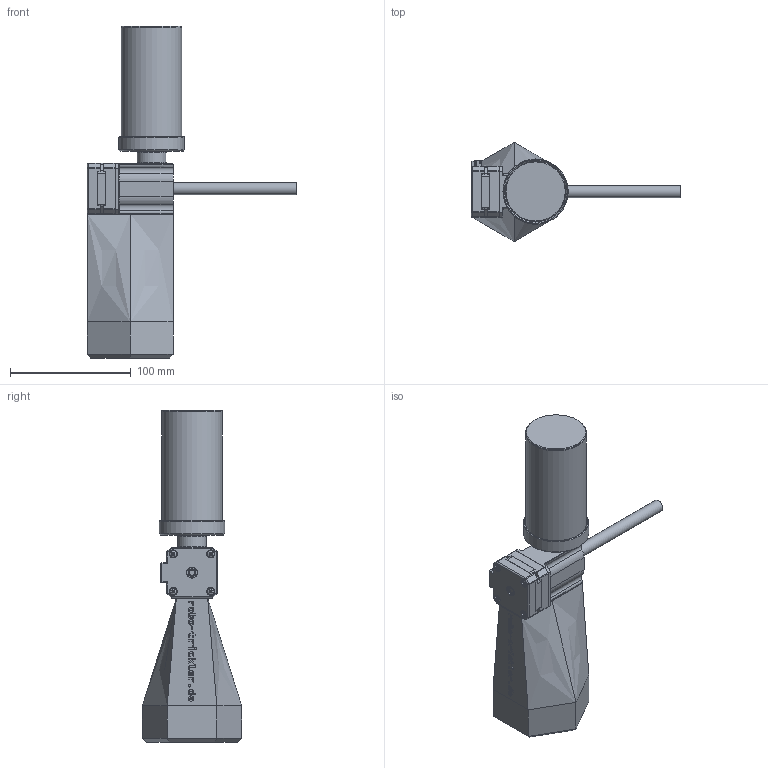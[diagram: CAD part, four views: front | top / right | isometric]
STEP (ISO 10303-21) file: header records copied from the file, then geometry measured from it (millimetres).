
FILE_DESCRIPTION(/* description */ (''),/* implementation_level */ '2;1');
FILE_NAME(/* name */ 'Trickler_051123 v72.step',/* time_stamp */ '2024-02-26T21:26:52+01:00',/* author */ (''),/* organization */ (''),/* preprocessor_version */ 'ST-DEVELOPER v20',/* originating_system */ 'Autodesk Translation Framework v12.20.1.177',/* authorisation */ '');
FILE_SCHEMA (('AUTOMOTIVE_DESIGN { 1 0 10303 214 3 1 1 }'));
Products named in the file (17): Trickler_051123; NEMA 17; Body; Body001; Body002; Body003; M3x12-Screw; M3x12-Screw004; M3x12-Screw005; M3x12-Screw006; Body004; Body005; Body006; Array; Body007; Body008; 61900-2rs1
Assembly tree (22 placements, depth 4):
  Trickler_051123
    NEMA 17
      Body
      Body001
      Body002
      Body003
      M3x12-Screw
      M3x12-Screw004
      M3x12-Screw005
      M3x12-Screw006
      Body004
      Body005
      Body006
      Array
        Body007  x6
      Body008
    61900-2rs1  x2
Bounding box: 173.2 x 81.98 x 274.5 mm (x, y, z)
Volume: 208790.4 mm3; surface area: 172227.4 mm2
Topology: 48 solids, 48 shells, 1445 faces, 3674 edges, 2371 vertices
Faces by surface type: plane 633, bspline 466, cylinder 178, cone 91, torus 45, sphere 32
Full cylindrical faces by diameter (mm): 3 x20, 3.3 x12, 3.5 x4, 5 x2, 5.6 x4, 6.2 x4, 6.3 x12, 6.4 x2, 7.5 x1, 8 x1, 8.45 x2, 9.8 x1, 10 x4, 10.1 x1, 13.2 x4, 13.9 x4, 14 x1, 15 x3, 18.2 x4, 19.4 x8, 19.5 x2, 20 x1, 20.1 x1, 21 x2, 22 x3, 22.2 x2, 25.6 x1, 27.872 x1, 30 x1, 42.3 x1
Entity records: 48523 total; most frequent: CARTESIAN_POINT 18162, ORIENTED_EDGE 6868, DIRECTION 4828, EDGE_CURVE 3434, VERTEX_POINT 2244, LINE 1758, VECTOR 1758, AXIS2_PLACEMENT_3D 1535
